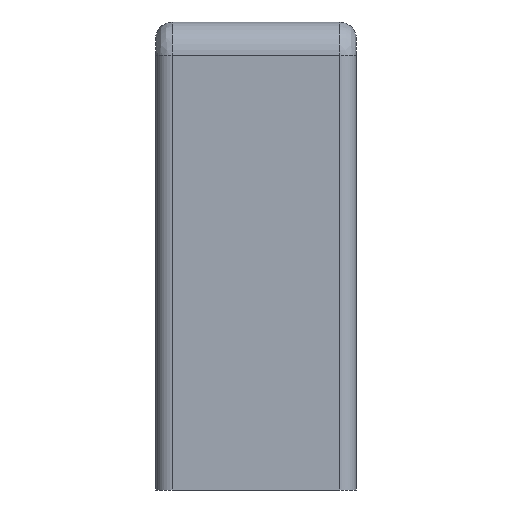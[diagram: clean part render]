
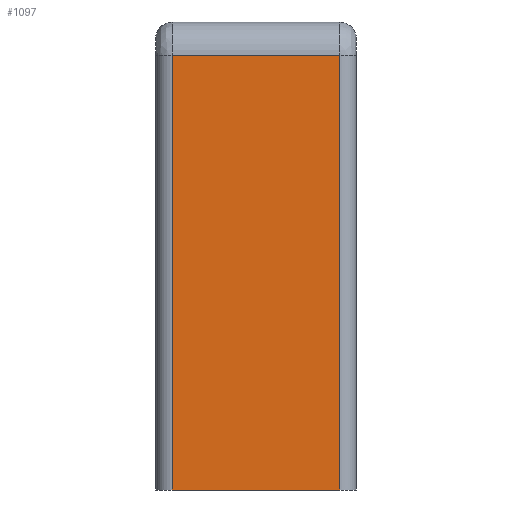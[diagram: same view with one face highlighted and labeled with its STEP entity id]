
A CAD part, front view. The second image highlights one B-rep face of the part: STEP entity #1097.
In plain terms, the highlighted planar face has unit normal (0, -1, 0).
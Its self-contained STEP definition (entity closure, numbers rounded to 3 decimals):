
#58=PLANE('',#1235);
#123=FACE_OUTER_BOUND('',#192,.T.);
#192=EDGE_LOOP('',(#980,#981,#982,#983));
#251=LINE('',#2421,#323);
#259=LINE('',#3019,#331);
#269=LINE('',#3071,#341);
#270=LINE('',#3073,#342);
#323=VECTOR('',#1454,10.);
#331=VECTOR('',#1500,10.);
#341=VECTOR('',#1548,10.);
#342=VECTOR('',#1551,10.);
#503=VERTEX_POINT('',#1954);
#508=VERTEX_POINT('',#2420);
#516=VERTEX_POINT('',#3016);
#517=VERTEX_POINT('',#3018);
#638=EDGE_CURVE('',#503,#508,#251,.T.);
#663=EDGE_CURVE('',#516,#517,#259,.T.);
#682=EDGE_CURVE('',#517,#503,#269,.T.);
#683=EDGE_CURVE('',#516,#508,#270,.T.);
#980=ORIENTED_EDGE('',*,*,#638,.F.);
#981=ORIENTED_EDGE('',*,*,#682,.F.);
#982=ORIENTED_EDGE('',*,*,#663,.F.);
#983=ORIENTED_EDGE('',*,*,#683,.T.);
#1097=ADVANCED_FACE('',(#123),#58,.T.);
#1235=AXIS2_PLACEMENT_3D('',#3072,#1549,#1550);
#1454=DIRECTION('',(0.,0.,-1.));
#1500=DIRECTION('',(0.,0.,1.));
#1548=DIRECTION('',(1.,0.,0.));
#1549=DIRECTION('center_axis',(0.,-1.,0.));
#1550=DIRECTION('ref_axis',(0.,0.,-1.));
#1551=DIRECTION('',(1.,0.,0.));
#1954=CARTESIAN_POINT('',(12.5,0.,65.));
#2420=CARTESIAN_POINT('',(12.5,0.,0.));
#2421=CARTESIAN_POINT('',(12.5,0.,52.5));
#3016=CARTESIAN_POINT('',(-12.5,0.,0.));
#3018=CARTESIAN_POINT('',(-12.5,0.,65.));
#3019=CARTESIAN_POINT('',(-12.5,0.,52.5));
#3071=CARTESIAN_POINT('',(0.,0.,65.));
#3072=CARTESIAN_POINT('Origin',(0.,0.,70.));
#3073=CARTESIAN_POINT('',(0.,0.,0.));
